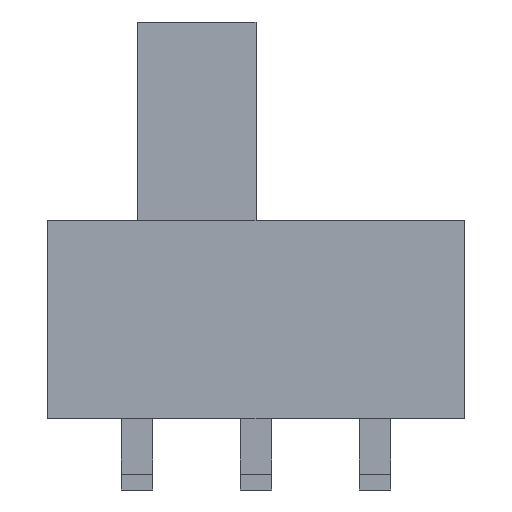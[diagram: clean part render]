
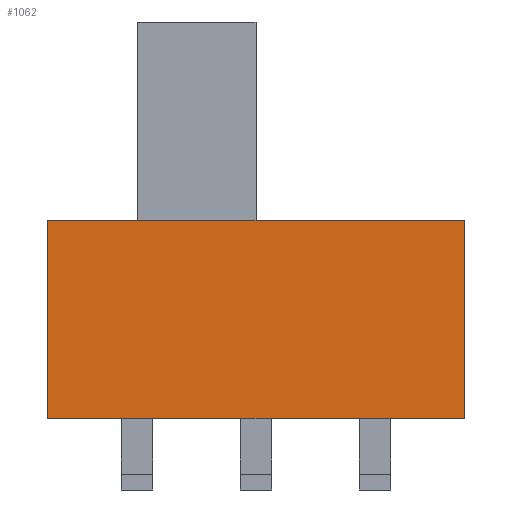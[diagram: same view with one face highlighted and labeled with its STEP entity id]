
A CAD part, front view. The second image highlights one B-rep face of the part: STEP entity #1062.
In plain terms, the highlighted planar face has unit normal (0, -1, 0).
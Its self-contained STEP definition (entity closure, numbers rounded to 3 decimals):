
#50 = DIRECTION ( 'NONE',  ( 0., 1., 0. ) ) ;
#122 = EDGE_LOOP ( 'NONE', ( #1939, #1564, #627, #456 ) ) ;
#166 = CARTESIAN_POINT ( 'NONE',  ( 5.25, 0., 2.5 ) ) ;
#181 = VECTOR ( 'NONE', #1151, 1000. ) ;
#209 = VERTEX_POINT ( 'NONE', #166 ) ;
#235 = VECTOR ( 'NONE', #780, 1000. ) ;
#264 = FACE_OUTER_BOUND ( 'NONE', #122, .T. ) ;
#299 = CARTESIAN_POINT ( 'NONE',  ( -5.25, 0., 2.5 ) ) ;
#346 = LINE ( 'NONE', #1895, #776 ) ;
#350 = AXIS2_PLACEMENT_3D ( 'NONE', #816, #50, #1268 ) ;
#425 = VERTEX_POINT ( 'NONE', #299 ) ;
#456 = ORIENTED_EDGE ( 'NONE', *, *, #1007, .F. ) ;
#568 = LINE ( 'NONE', #1801, #181 ) ;
#627 = ORIENTED_EDGE ( 'NONE', *, *, #1762, .F. ) ;
#631 = LINE ( 'NONE', #1589, #235 ) ;
#706 = LINE ( 'NONE', #860, #1651 ) ;
#776 = VECTOR ( 'NONE', #1744, 1000. ) ;
#780 = DIRECTION ( 'NONE',  ( 0., 0., 1. ) ) ;
#816 = CARTESIAN_POINT ( 'NONE',  ( 0., 0., 0. ) ) ;
#860 = CARTESIAN_POINT ( 'NONE',  ( 5.25, 0., -2.5 ) ) ;
#967 = PLANE ( 'NONE',  #350 ) ;
#1007 = EDGE_CURVE ( 'NONE', #425, #209, #568, .T. ) ;
#1062 = ADVANCED_FACE ( 'NONE', ( #264 ), #967, .F. ) ;
#1151 = DIRECTION ( 'NONE',  ( 1., 0., 0. ) ) ;
#1268 = DIRECTION ( 'NONE',  ( 0., 0., 1. ) ) ;
#1483 = DIRECTION ( 'NONE',  ( 0., 0., -1. ) ) ;
#1496 = VERTEX_POINT ( 'NONE', #1618 ) ;
#1564 = ORIENTED_EDGE ( 'NONE', *, *, #1886, .F. ) ;
#1589 = CARTESIAN_POINT ( 'NONE',  ( -5.25, 0., -2.5 ) ) ;
#1618 = CARTESIAN_POINT ( 'NONE',  ( -5.25, 0., -2.5 ) ) ;
#1640 = VERTEX_POINT ( 'NONE', #1683 ) ;
#1651 = VECTOR ( 'NONE', #1483, 1000. ) ;
#1683 = CARTESIAN_POINT ( 'NONE',  ( 5.25, 0., -2.5 ) ) ;
#1727 = EDGE_CURVE ( 'NONE', #1496, #425, #631, .T. ) ;
#1744 = DIRECTION ( 'NONE',  ( -1., 0., 0. ) ) ;
#1762 = EDGE_CURVE ( 'NONE', #209, #1640, #706, .T. ) ;
#1801 = CARTESIAN_POINT ( 'NONE',  ( -5.25, 0., 2.5 ) ) ;
#1886 = EDGE_CURVE ( 'NONE', #1640, #1496, #346, .T. ) ;
#1895 = CARTESIAN_POINT ( 'NONE',  ( -5.25, 0., -2.5 ) ) ;
#1939 = ORIENTED_EDGE ( 'NONE', *, *, #1727, .F. ) ;
